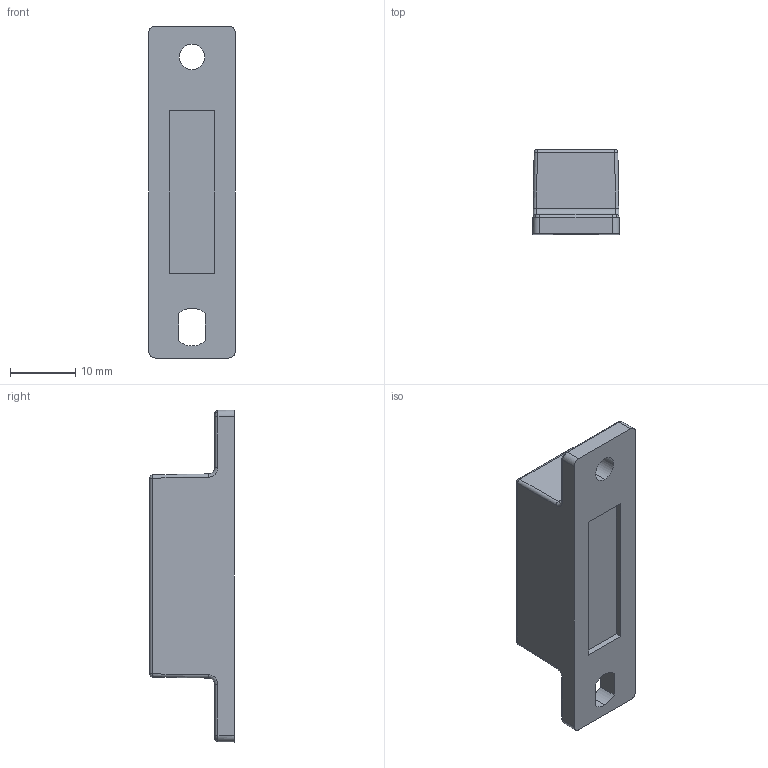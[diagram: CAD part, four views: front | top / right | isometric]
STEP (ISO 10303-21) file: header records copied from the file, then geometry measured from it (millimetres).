
FILE_DESCRIPTION (( 'STEP AP214' ), '1' );
FILE_NAME ('ENVIROMUX-M-DCS_SWITCH.STEP', '2014-04-17T17:41:58', ( 'test' ), ( '' ), 'SwSTEP 2.0', 'SolidWorks 2011', '' );
FILE_SCHEMA (( 'AUTOMOTIVE_DESIGN' ));
Length unit declared in the file: millimetre
Products named in the file (1): ENVIROMUX-M-DCS_SWITCH
Bounding box: 13.3 x 13 x 51 mm (x, y, z)
Volume: 5211.7 mm3; surface area: 3334.5 mm2
Topology: 1 solids, 3 shells, 124 faces, 299 edges, 186 vertices
Faces by surface type: plane 69, cylinder 35, bspline 12, torus 4, sphere 4
Entity records: 3725 total; most frequent: CARTESIAN_POINT 900, ORIENTED_EDGE 590, DIRECTION 559, EDGE_CURVE 295, LINE 197, VECTOR 197, VERTEX_POINT 186, AXIS2_PLACEMENT_3D 181
